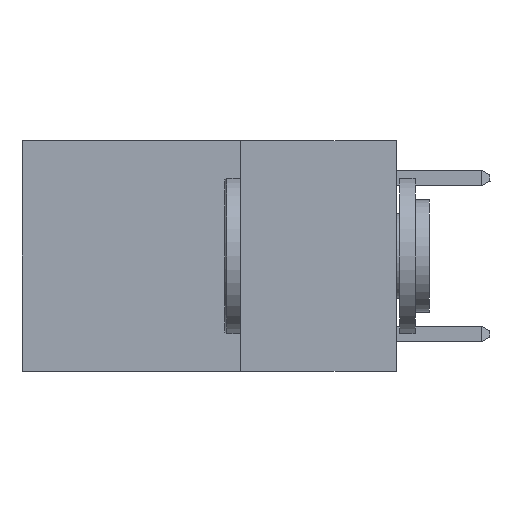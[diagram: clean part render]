
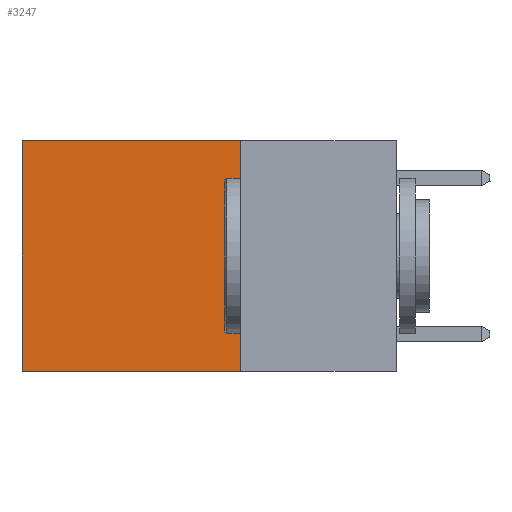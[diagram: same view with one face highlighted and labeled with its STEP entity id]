
A CAD part, left-side view. The second image highlights one B-rep face of the part: STEP entity #3247.
In plain terms, the highlighted planar face has unit normal (-1, 0, 0).
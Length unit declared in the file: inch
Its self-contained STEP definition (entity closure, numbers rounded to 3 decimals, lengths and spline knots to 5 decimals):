
#1 = PLANE ( 'NONE',  #16948 ) ;
#122 = VECTOR ( 'NONE', #17124, 39.37008 ) ;
#1079 = EDGE_CURVE ( 'NONE', #13961, #17758, #19377, .T. ) ;
#1169 = CARTESIAN_POINT ( 'NONE',  ( 0.2625, 0.25, -0.37 ) ) ;
#1657 = CARTESIAN_POINT ( 'NONE',  ( 0.2625, 0.25, 0. ) ) ;
#1823 = CARTESIAN_POINT ( 'NONE',  ( 0.2625, 0.6, -0.37 ) ) ;
#2856 = ORIENTED_EDGE ( 'NONE', *, *, #1079, .F. ) ;
#3247 = ADVANCED_FACE ( 'NONE', ( #17137 ), #1, .F. ) ;
#4144 = VERTEX_POINT ( 'NONE', #13947 ) ;
#4800 = CARTESIAN_POINT ( 'NONE',  ( 0.2625, 0.25, 0. ) ) ;
#5242 = VECTOR ( 'NONE', #6560, 39.37008 ) ;
#5626 = VECTOR ( 'NONE', #5794, 39.37008 ) ;
#5794 = DIRECTION ( 'NONE',  ( 0., 0., -1. ) ) ;
#6560 = DIRECTION ( 'NONE',  ( 0., 1., 0. ) ) ;
#7049 = EDGE_CURVE ( 'NONE', #13961, #4144, #9871, .T. ) ;
#8617 = LINE ( 'NONE', #19526, #5626 ) ;
#9871 = LINE ( 'NONE', #4800, #5242 ) ;
#10237 = EDGE_CURVE ( 'NONE', #17758, #21663, #14616, .T. ) ;
#10374 = CARTESIAN_POINT ( 'NONE',  ( 0.2625, 0.25, -0.37 ) ) ;
#13891 = CARTESIAN_POINT ( 'NONE',  ( 0.2625, 0.25, 0. ) ) ;
#13944 = ORIENTED_EDGE ( 'NONE', *, *, #7049, .T. ) ;
#13947 = CARTESIAN_POINT ( 'NONE',  ( 0.2625, 0.6, 0. ) ) ;
#13961 = VERTEX_POINT ( 'NONE', #16810 ) ;
#14239 = ORIENTED_EDGE ( 'NONE', *, *, #15594, .T. ) ;
#14616 = LINE ( 'NONE', #10374, #21892 ) ;
#14649 = DIRECTION ( 'NONE',  ( 0., 1., 0. ) ) ;
#15594 = EDGE_CURVE ( 'NONE', #4144, #21663, #8617, .T. ) ;
#15626 = DIRECTION ( 'NONE',  ( 1., 0., 0. ) ) ;
#16329 = ORIENTED_EDGE ( 'NONE', *, *, #10237, .F. ) ;
#16810 = CARTESIAN_POINT ( 'NONE',  ( 0.2625, 0.25, 0. ) ) ;
#16948 = AXIS2_PLACEMENT_3D ( 'NONE', #13891, #15626, #19109 ) ;
#17124 = DIRECTION ( 'NONE',  ( 0., 0., -1. ) ) ;
#17137 = FACE_OUTER_BOUND ( 'NONE', #20809, .T. ) ;
#17758 = VERTEX_POINT ( 'NONE', #1169 ) ;
#19109 = DIRECTION ( 'NONE',  ( 0., 0., -1. ) ) ;
#19377 = LINE ( 'NONE', #1657, #122 ) ;
#19526 = CARTESIAN_POINT ( 'NONE',  ( 0.2625, 0.6, 0. ) ) ;
#20809 = EDGE_LOOP ( 'NONE', ( #14239, #16329, #2856, #13944 ) ) ;
#21663 = VERTEX_POINT ( 'NONE', #1823 ) ;
#21892 = VECTOR ( 'NONE', #14649, 39.37008 ) ;
